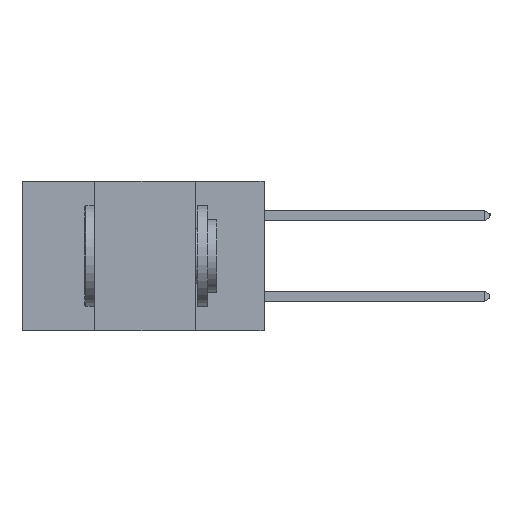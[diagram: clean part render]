
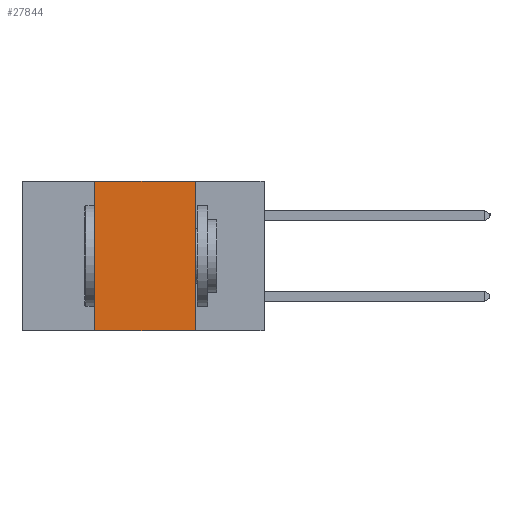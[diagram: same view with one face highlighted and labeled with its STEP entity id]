
A CAD part, left-side view. The second image highlights one B-rep face of the part: STEP entity #27844.
In plain terms, the highlighted planar face has unit normal (-1, 0, 0).
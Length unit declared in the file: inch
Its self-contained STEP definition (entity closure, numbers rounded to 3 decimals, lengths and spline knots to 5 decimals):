
#105 = CARTESIAN_POINT ( 'NONE',  ( 0., 0.17, -0.37 ) ) ;
#1115 = ORIENTED_EDGE ( 'NONE', *, *, #6175, .F. ) ;
#1812 = DIRECTION ( 'NONE',  ( 0., 0., -1. ) ) ;
#1948 = PLANE ( 'NONE',  #9889 ) ;
#2200 = CARTESIAN_POINT ( 'NONE',  ( 0., 0.6, 0. ) ) ;
#2227 = LINE ( 'NONE', #14683, #25011 ) ;
#2403 = ORIENTED_EDGE ( 'NONE', *, *, #25527, .T. ) ;
#3159 = EDGE_CURVE ( 'NONE', #7099, #18254, #9296, .T. ) ;
#3290 = LINE ( 'NONE', #11652, #11595 ) ;
#3648 = FACE_OUTER_BOUND ( 'NONE', #9770, .T. ) ;
#4189 = DIRECTION ( 'NONE',  ( 0., 0., -1. ) ) ;
#5514 = CARTESIAN_POINT ( 'NONE',  ( 0., 0.17, 0. ) ) ;
#5616 = DIRECTION ( 'NONE',  ( 1., 0., 0. ) ) ;
#6175 = EDGE_CURVE ( 'NONE', #12847, #8963, #2227, .T. ) ;
#7099 = VERTEX_POINT ( 'NONE', #23183 ) ;
#8963 = VERTEX_POINT ( 'NONE', #105 ) ;
#9296 = LINE ( 'NONE', #13562, #19473 ) ;
#9770 = EDGE_LOOP ( 'NONE', ( #1115, #19763, #10303, #2403 ) ) ;
#9889 = AXIS2_PLACEMENT_3D ( 'NONE', #21023, #5616, #1812 ) ;
#10303 = ORIENTED_EDGE ( 'NONE', *, *, #3159, .F. ) ;
#10843 = CARTESIAN_POINT ( 'NONE',  ( 0., 0.42, 0. ) ) ;
#11595 = VECTOR ( 'NONE', #16315, 39.37008 ) ;
#11652 = CARTESIAN_POINT ( 'NONE',  ( 0., 0.6, -0.37 ) ) ;
#12847 = VERTEX_POINT ( 'NONE', #5514 ) ;
#13562 = CARTESIAN_POINT ( 'NONE',  ( 0., 0.42, -0.37 ) ) ;
#14683 = CARTESIAN_POINT ( 'NONE',  ( 0., 0.17, -0.37 ) ) ;
#16315 = DIRECTION ( 'NONE',  ( 0., -1., 0. ) ) ;
#16815 = EDGE_CURVE ( 'NONE', #18254, #12847, #25331, .T. ) ;
#17657 = DIRECTION ( 'NONE',  ( 0., 0., 1. ) ) ;
#18254 = VERTEX_POINT ( 'NONE', #10843 ) ;
#19473 = VECTOR ( 'NONE', #17657, 39.37008 ) ;
#19763 = ORIENTED_EDGE ( 'NONE', *, *, #16815, .F. ) ;
#21023 = CARTESIAN_POINT ( 'NONE',  ( 0., 0.6, 0. ) ) ;
#22639 = VECTOR ( 'NONE', #23224, 39.37008 ) ;
#23183 = CARTESIAN_POINT ( 'NONE',  ( 0., 0.42, -0.37 ) ) ;
#23224 = DIRECTION ( 'NONE',  ( 0., -1., 0. ) ) ;
#25011 = VECTOR ( 'NONE', #4189, 39.37008 ) ;
#25331 = LINE ( 'NONE', #2200, #22639 ) ;
#25527 = EDGE_CURVE ( 'NONE', #7099, #8963, #3290, .T. ) ;
#27844 = ADVANCED_FACE ( 'NONE', ( #3648 ), #1948, .F. ) ;
